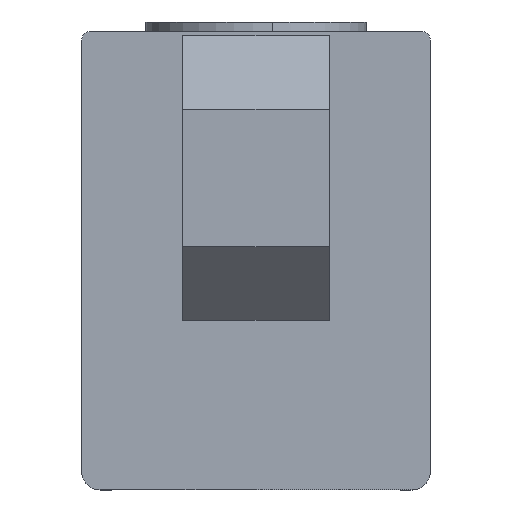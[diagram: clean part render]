
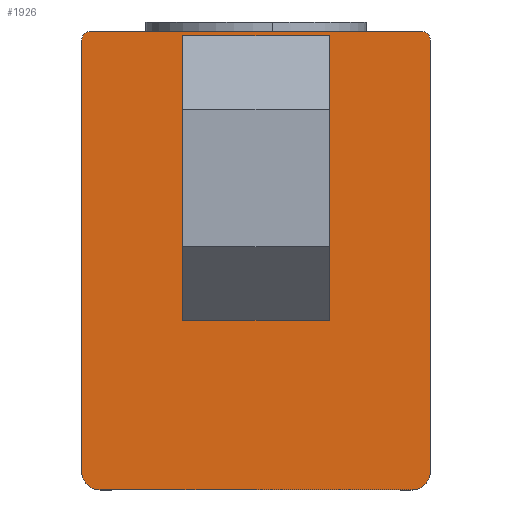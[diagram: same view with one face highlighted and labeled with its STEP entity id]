
A CAD part, front view. The second image highlights one B-rep face of the part: STEP entity #1926.
In plain terms, the highlighted planar face has unit normal (0, -1, 0).
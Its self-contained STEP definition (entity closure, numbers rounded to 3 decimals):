
#1 = AXIS2_PLACEMENT_3D ( 'NONE', #1947, #1580, #2265 ) ;
#21 = LINE ( 'NONE', #1789, #1657 ) ;
#93 = LINE ( 'NONE', #2353, #1729 ) ;
#117 = DIRECTION ( 'NONE',  ( 0., -1., 0. ) ) ;
#134 = EDGE_LOOP ( 'NONE', ( #4056, #1880, #2917, #1132, #1033, #993, #1162, #1892 ) ) ;
#143 = CARTESIAN_POINT ( 'NONE',  ( 0., 0., -25. ) ) ;
#165 = EDGE_CURVE ( 'NONE', #2254, #2909, #2552, .T. ) ;
#172 = CARTESIAN_POINT ( 'NONE',  ( 0., 0., 0. ) ) ;
#262 = CARTESIAN_POINT ( 'NONE',  ( 9.5, 0., -8. ) ) ;
#342 = CARTESIAN_POINT ( 'NONE',  ( 18., 0., -24. ) ) ;
#343 = EDGE_CURVE ( 'NONE', #563, #3913, #93, .T. ) ;
#383 = VECTOR ( 'NONE', #515, 1000. ) ;
#442 = EDGE_CURVE ( 'NONE', #3825, #2634, #573, .T. ) ;
#486 = DIRECTION ( 'NONE',  ( 0., 0., 1. ) ) ;
#515 = DIRECTION ( 'NONE',  ( 1., 0., 0. ) ) ;
#518 = ORIENTED_EDGE ( 'NONE', *, *, #165, .F. ) ;
#543 = EDGE_CURVE ( 'NONE', #712, #1478, #1988, .T. ) ;
#545 = FACE_OUTER_BOUND ( 'NONE', #134, .T. ) ;
#548 = ORIENTED_EDGE ( 'NONE', *, *, #343, .F. ) ;
#563 = VERTEX_POINT ( 'NONE', #646 ) ;
#573 = CIRCLE ( 'NONE', #3210, 4. ) ;
#609 = DIRECTION ( 'NONE',  ( 0., 0., -1. ) ) ;
#646 = CARTESIAN_POINT ( 'NONE',  ( 5.5, 0., -8. ) ) ;
#689 = DIRECTION ( 'NONE',  ( 0., 0., -1. ) ) ;
#712 = VERTEX_POINT ( 'NONE', #3216 ) ;
#737 = AXIS2_PLACEMENT_3D ( 'NONE', #1278, #3549, #1616 ) ;
#749 = LINE ( 'NONE', #143, #2350 ) ;
#908 = VECTOR ( 'NONE', #2914, 1000. ) ;
#985 = AXIS2_PLACEMENT_3D ( 'NONE', #2072, #117, #2388 ) ;
#993 = ORIENTED_EDGE ( 'NONE', *, *, #3138, .T. ) ;
#1008 = CARTESIAN_POINT ( 'NONE',  ( 9.5, 0., -12. ) ) ;
#1033 = ORIENTED_EDGE ( 'NONE', *, *, #2924, .T. ) ;
#1071 = ORIENTED_EDGE ( 'NONE', *, *, #3650, .F. ) ;
#1086 = CARTESIAN_POINT ( 'NONE',  ( 0., 0., -0.5 ) ) ;
#1121 = CARTESIAN_POINT ( 'NONE',  ( 0.5, 0., 0. ) ) ;
#1132 = ORIENTED_EDGE ( 'NONE', *, *, #3643, .T. ) ;
#1144 = CARTESIAN_POINT ( 'NONE',  ( 19., 0., -0.5 ) ) ;
#1162 = ORIENTED_EDGE ( 'NONE', *, *, #3796, .F. ) ;
#1168 = DIRECTION ( 'NONE',  ( 0., 0., 1. ) ) ;
#1182 = EDGE_CURVE ( 'NONE', #1478, #1848, #21, .T. ) ;
#1199 = DIRECTION ( 'NONE',  ( -1., 0., 0. ) ) ;
#1278 = CARTESIAN_POINT ( 'NONE',  ( 1., 0., -24. ) ) ;
#1451 = CARTESIAN_POINT ( 'NONE',  ( 18., 0., -25. ) ) ;
#1478 = VERTEX_POINT ( 'NONE', #2693 ) ;
#1526 = VERTEX_POINT ( 'NONE', #2722 ) ;
#1569 = VECTOR ( 'NONE', #1977, 1000. ) ;
#1580 = DIRECTION ( 'NONE',  ( 0., -1., 0. ) ) ;
#1616 = DIRECTION ( 'NONE',  ( 0., 0., -1. ) ) ;
#1657 = VECTOR ( 'NONE', #2777, 1000. ) ;
#1729 = VECTOR ( 'NONE', #2678, 1000. ) ;
#1733 = VERTEX_POINT ( 'NONE', #1121 ) ;
#1751 = LINE ( 'NONE', #2589, #908 ) ;
#1762 = DIRECTION ( 'NONE',  ( 0., -1., 0. ) ) ;
#1789 = CARTESIAN_POINT ( 'NONE',  ( 0., 0., -25. ) ) ;
#1841 = EDGE_CURVE ( 'NONE', #712, #3146, #749, .T. ) ;
#1848 = VERTEX_POINT ( 'NONE', #1451 ) ;
#1880 = ORIENTED_EDGE ( 'NONE', *, *, #543, .T. ) ;
#1892 = ORIENTED_EDGE ( 'NONE', *, *, #4014, .T. ) ;
#1926 = ADVANCED_FACE ( 'NONE', ( #545, #2269 ), #3425, .T. ) ;
#1947 = CARTESIAN_POINT ( 'NONE',  ( 0.5, 0., -0.5 ) ) ;
#1965 = CIRCLE ( 'NONE', #1, 0.5 ) ;
#1977 = DIRECTION ( 'NONE',  ( 1., 0., 0. ) ) ;
#1988 = CIRCLE ( 'NONE', #737, 1. ) ;
#2072 = CARTESIAN_POINT ( 'NONE',  ( 18.5, 0., -0.5 ) ) ;
#2108 = LINE ( 'NONE', #172, #383 ) ;
#2142 = DIRECTION ( 'NONE',  ( 0., 0., -1. ) ) ;
#2167 = CARTESIAN_POINT ( 'NONE',  ( 5.5, 0., -12. ) ) ;
#2254 = VERTEX_POINT ( 'NONE', #3324 ) ;
#2265 = DIRECTION ( 'NONE',  ( 0., 0., -1. ) ) ;
#2269 = FACE_BOUND ( 'NONE', #4141, .T. ) ;
#2317 = VERTEX_POINT ( 'NONE', #1144 ) ;
#2320 = AXIS2_PLACEMENT_3D ( 'NONE', #342, #2610, #689 ) ;
#2350 = VECTOR ( 'NONE', #486, 1000. ) ;
#2353 = CARTESIAN_POINT ( 'NONE',  ( 5.5, 0., -8. ) ) ;
#2378 = ORIENTED_EDGE ( 'NONE', *, *, #442, .F. ) ;
#2388 = DIRECTION ( 'NONE',  ( 0., 0., -1. ) ) ;
#2399 = LINE ( 'NONE', #1008, #1569 ) ;
#2429 = AXIS2_PLACEMENT_3D ( 'NONE', #3699, #1762, #4038 ) ;
#2448 = CARTESIAN_POINT ( 'NONE',  ( 0., 0., -25. ) ) ;
#2529 = DIRECTION ( 'NONE',  ( 0., -1., 0. ) ) ;
#2552 = LINE ( 'NONE', #2810, #3300 ) ;
#2587 = ORIENTED_EDGE ( 'NONE', *, *, #3610, .F. ) ;
#2589 = CARTESIAN_POINT ( 'NONE',  ( 13.5, 0., -4. ) ) ;
#2610 = DIRECTION ( 'NONE',  ( 0., -1., 0. ) ) ;
#2615 = CARTESIAN_POINT ( 'NONE',  ( 13.5, 0., -8. ) ) ;
#2634 = VERTEX_POINT ( 'NONE', #2615 ) ;
#2678 = DIRECTION ( 'NONE',  ( 0., 0., -1. ) ) ;
#2686 = VERTEX_POINT ( 'NONE', #3938 ) ;
#2693 = CARTESIAN_POINT ( 'NONE',  ( 1., 0., -25. ) ) ;
#2722 = CARTESIAN_POINT ( 'NONE',  ( 18.5, 0., 0. ) ) ;
#2756 = CARTESIAN_POINT ( 'NONE',  ( 9.5, 0., -12. ) ) ;
#2777 = DIRECTION ( 'NONE',  ( 1., 0., 0. ) ) ;
#2784 = CARTESIAN_POINT ( 'NONE',  ( 19., 0., -25. ) ) ;
#2810 = CARTESIAN_POINT ( 'NONE',  ( 13.5, 0., -4. ) ) ;
#2909 = VERTEX_POINT ( 'NONE', #3755 ) ;
#2914 = DIRECTION ( 'NONE',  ( 0., 0., 1. ) ) ;
#2917 = ORIENTED_EDGE ( 'NONE', *, *, #1182, .T. ) ;
#2924 = EDGE_CURVE ( 'NONE', #2686, #2317, #3641, .T. ) ;
#3054 = CIRCLE ( 'NONE', #2429, 4. ) ;
#3138 = EDGE_CURVE ( 'NONE', #2317, #1526, #3382, .T. ) ;
#3146 = VERTEX_POINT ( 'NONE', #1086 ) ;
#3210 = AXIS2_PLACEMENT_3D ( 'NONE', #262, #2529, #609 ) ;
#3216 = CARTESIAN_POINT ( 'NONE',  ( 0., 0., -24. ) ) ;
#3294 = ORIENTED_EDGE ( 'NONE', *, *, #4108, .F. ) ;
#3300 = VECTOR ( 'NONE', #1199, 1000. ) ;
#3324 = CARTESIAN_POINT ( 'NONE',  ( 13.5, 0., -4. ) ) ;
#3349 = AXIS2_PLACEMENT_3D ( 'NONE', #2448, #4098, #2142 ) ;
#3382 = CIRCLE ( 'NONE', #985, 0.5 ) ;
#3425 = PLANE ( 'NONE',  #3349 ) ;
#3549 = DIRECTION ( 'NONE',  ( 0., -1., 0. ) ) ;
#3562 = VECTOR ( 'NONE', #1168, 1000. ) ;
#3610 = EDGE_CURVE ( 'NONE', #2634, #2254, #1751, .T. ) ;
#3641 = LINE ( 'NONE', #2784, #3562 ) ;
#3643 = EDGE_CURVE ( 'NONE', #1848, #2686, #4157, .T. ) ;
#3650 = EDGE_CURVE ( 'NONE', #3913, #3825, #2399, .T. ) ;
#3699 = CARTESIAN_POINT ( 'NONE',  ( 9.5, 0., -8. ) ) ;
#3755 = CARTESIAN_POINT ( 'NONE',  ( 9.5, 0., -4. ) ) ;
#3796 = EDGE_CURVE ( 'NONE', #1733, #1526, #2108, .T. ) ;
#3825 = VERTEX_POINT ( 'NONE', #2756 ) ;
#3913 = VERTEX_POINT ( 'NONE', #2167 ) ;
#3938 = CARTESIAN_POINT ( 'NONE',  ( 19., 0., -24. ) ) ;
#4014 = EDGE_CURVE ( 'NONE', #1733, #3146, #1965, .T. ) ;
#4038 = DIRECTION ( 'NONE',  ( 0., 0., -1. ) ) ;
#4056 = ORIENTED_EDGE ( 'NONE', *, *, #1841, .F. ) ;
#4098 = DIRECTION ( 'NONE',  ( 0., -1., 0. ) ) ;
#4108 = EDGE_CURVE ( 'NONE', #2909, #563, #3054, .T. ) ;
#4141 = EDGE_LOOP ( 'NONE', ( #518, #2587, #2378, #1071, #548, #3294 ) ) ;
#4157 = CIRCLE ( 'NONE', #2320, 1. ) ;
